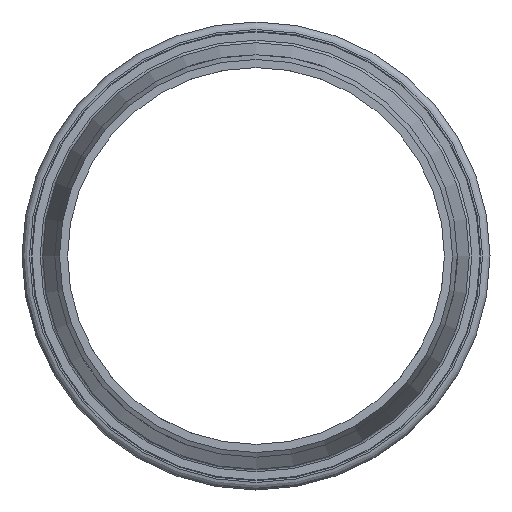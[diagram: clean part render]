
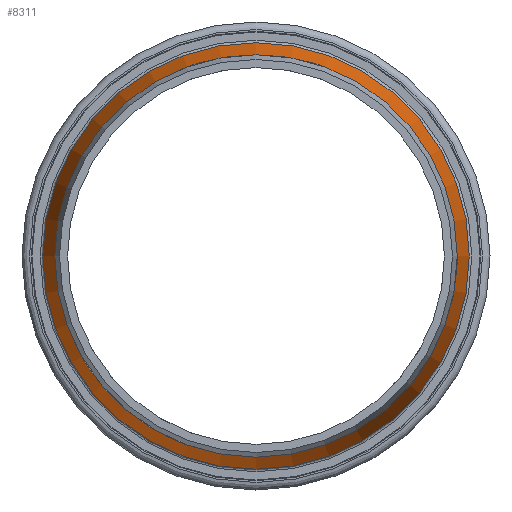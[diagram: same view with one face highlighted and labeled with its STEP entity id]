
A CAD part, front view. The second image highlights one B-rep face of the part: STEP entity #8311.
In plain terms, the highlighted conical face has half-angle 15 degrees and reference radius 82.4 mm.
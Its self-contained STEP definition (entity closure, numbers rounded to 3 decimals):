
#35=CONICAL_SURFACE('',#9135,82.4,0.262);
#574=CIRCLE('',#9134,84.8);
#575=CIRCLE('',#9136,80.);
#1139=FACE_OUTER_BOUND('',#1587,.T.);
#1587=EDGE_LOOP('',(#7269,#7270,#7271,#7272));
#2041=LINE('',#20135,#2464);
#2464=VECTOR('',#11133,82.4);
#3825=VERTEX_POINT('',#20129);
#3826=VERTEX_POINT('',#20133);
#5098=EDGE_CURVE('',#3825,#3825,#574,.T.);
#5100=EDGE_CURVE('',#3826,#3826,#575,.T.);
#5101=EDGE_CURVE('',#3826,#3825,#2041,.T.);
#7269=ORIENTED_EDGE('',*,*,#5100,.F.);
#7270=ORIENTED_EDGE('',*,*,#5101,.T.);
#7271=ORIENTED_EDGE('',*,*,#5098,.T.);
#7272=ORIENTED_EDGE('',*,*,#5101,.F.);
#8311=ADVANCED_FACE('',(#1139),#35,.T.);
#9134=AXIS2_PLACEMENT_3D('',#20130,#11126,#11127);
#9135=AXIS2_PLACEMENT_3D('',#20132,#11129,#11130);
#9136=AXIS2_PLACEMENT_3D('',#20134,#11131,#11132);
#11126=DIRECTION('center_axis',(0.,-1.,0.));
#11127=DIRECTION('ref_axis',(1.,0.,0.));
#11129=DIRECTION('center_axis',(0.,1.,0.));
#11130=DIRECTION('ref_axis',(-1.,0.,0.));
#11131=DIRECTION('center_axis',(0.,-1.,0.));
#11132=DIRECTION('ref_axis',(1.,0.,0.));
#11133=DIRECTION('',(0.259,0.966,0.));
#20129=CARTESIAN_POINT('',(84.8,-2.138,0.));
#20130=CARTESIAN_POINT('Origin',(0.,-2.138,0.));
#20132=CARTESIAN_POINT('Origin',(0.,-11.095,0.));
#20133=CARTESIAN_POINT('',(80.,-20.052,0.));
#20134=CARTESIAN_POINT('Origin',(0.,-20.052,0.));
#20135=CARTESIAN_POINT('',(82.4,-11.095,0.));
